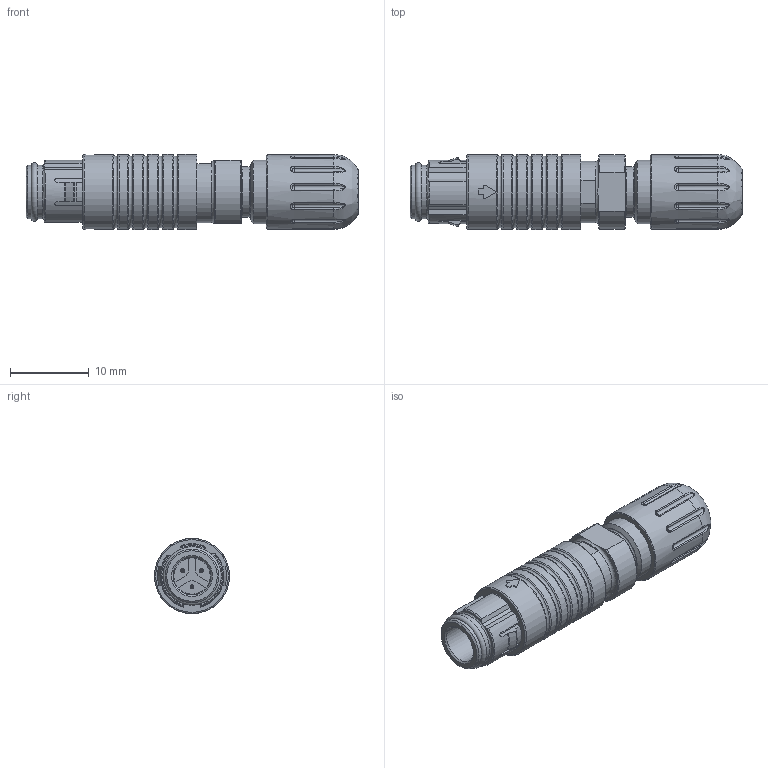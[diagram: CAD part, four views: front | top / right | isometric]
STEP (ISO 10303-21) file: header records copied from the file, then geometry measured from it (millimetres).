
FILE_DESCRIPTION(/* description */ (''),/* implementation_level */ '2;1');
FILE_NAME(/* name */ '99_4705_00_03_001_00.stp',/* time_stamp */ '2011-06-27T11:24:25+02:00',/* author */ (''),/* organization */ (''),/* preprocessor_version */ 'ST-DEVELOPER v11',/* originating_system */ 'UGS - NX 5.0',/* authorisation */ '');
FILE_SCHEMA (('CONFIG_CONTROL_DESIGN'));
Length unit declared in the file: millimetre
Products named in the file (1): kbor4804fsot
Bounding box: 42.05 x 9.5 x 9.6 mm (x, y, z)
Volume: 2447.2 mm3; surface area: 1548.9 mm2
Topology: 1 solids, 1 shells, 248 faces, 641 edges, 395 vertices
Faces by surface type: cylinder 88, plane 66, torus 40, bspline 31, sphere 12, cone 7, revolution 4
Full cylindrical faces by diameter (mm): 0.5 x3, 4.8 x1, 6.45 x1, 6.8 x2, 8 x1, 9.5 x7
Entity records: 10258 total; most frequent: CARTESIAN_POINT 4836, ORIENTED_EDGE 1078, DIRECTION 1078, EDGE_CURVE 539, AXIS2_PLACEMENT_3D 433, VERTEX_POINT 358, EDGE_LOOP 313, ADVANCED_FACE 248
